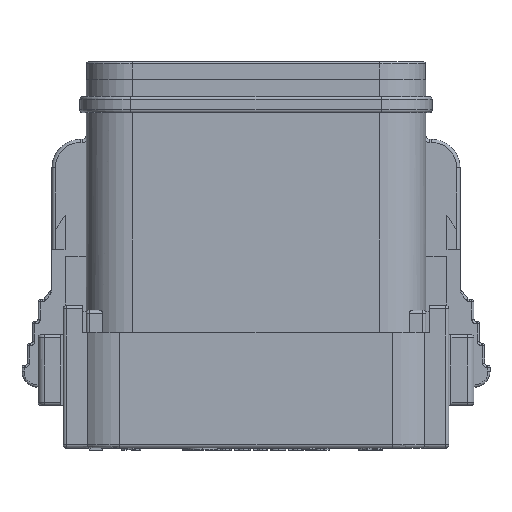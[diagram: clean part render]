
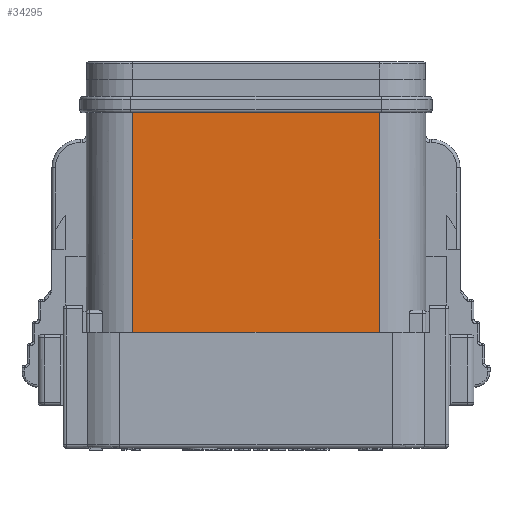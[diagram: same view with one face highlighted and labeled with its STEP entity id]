
A CAD part, top view. The second image highlights one B-rep face of the part: STEP entity #34295.
In plain terms, the highlighted planar face has unit normal (0, 0, 1).
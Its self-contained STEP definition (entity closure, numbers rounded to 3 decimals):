
#5956=DIRECTION('',(0.,1.,0.));
#5957=VECTOR('',#5956,20.58);
#5958=CARTESIAN_POINT('',(11.6,7.52,9.1));
#5959=LINE('',#5958,#5957);
#6654=DIRECTION('',(0.,-1.,0.));
#6655=VECTOR('',#6654,20.58);
#6656=CARTESIAN_POINT('',(-11.6,28.1,9.1));
#6657=LINE('',#6656,#6655);
#9627=DIRECTION('',(1.,0.,0.));
#9628=VECTOR('',#9627,23.2);
#9629=CARTESIAN_POINT('',(-11.6,7.52,9.1));
#9630=LINE('',#9629,#9628);
#9631=DIRECTION('',(1.,0.,0.));
#9632=VECTOR('',#9631,23.2);
#9633=CARTESIAN_POINT('',(-11.6,28.1,9.1));
#9634=LINE('',#9633,#9632);
#19306=CARTESIAN_POINT('',(-11.6,28.1,9.1));
#19307=CARTESIAN_POINT('',(11.6,28.1,9.1));
#19308=VERTEX_POINT('',#19306);
#19309=VERTEX_POINT('',#19307);
#20925=CARTESIAN_POINT('',(-11.6,7.52,9.1));
#20926=CARTESIAN_POINT('',(11.6,7.52,9.1));
#20927=VERTEX_POINT('',#20925);
#20928=VERTEX_POINT('',#20926);
#34284=CARTESIAN_POINT('',(-15.9,0.,9.1));
#34285=DIRECTION('',(0.,0.,1.));
#34286=DIRECTION('',(1.,0.,0.));
#34287=AXIS2_PLACEMENT_3D('',#34284,#34285,#34286);
#34288=PLANE('',#34287);
#34289=ORIENTED_EDGE('',*,*,#25130,.F.);
#34290=ORIENTED_EDGE('',*,*,#30060,.F.);
#34291=ORIENTED_EDGE('',*,*,#29059,.T.);
#34292=ORIENTED_EDGE('',*,*,#29121,.F.);
#34293=EDGE_LOOP('',(#34289,#34290,#34291,#34292));
#34294=FACE_OUTER_BOUND('',#34293,.F.);
#34295=ADVANCED_FACE('',(#34294),#34288,.T.);
#25130=EDGE_CURVE('',#20927,#20928,#9630,.T.);
#29059=EDGE_CURVE('',#19308,#19309,#9634,.T.);
#29121=EDGE_CURVE('',#20928,#19309,#5959,.T.);
#30060=EDGE_CURVE('',#19308,#20927,#6657,.T.);
